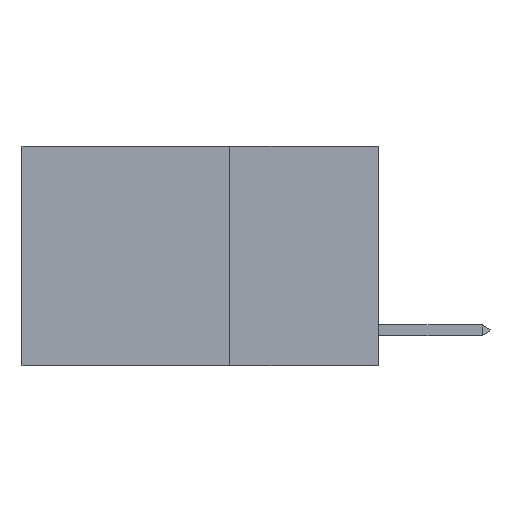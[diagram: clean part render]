
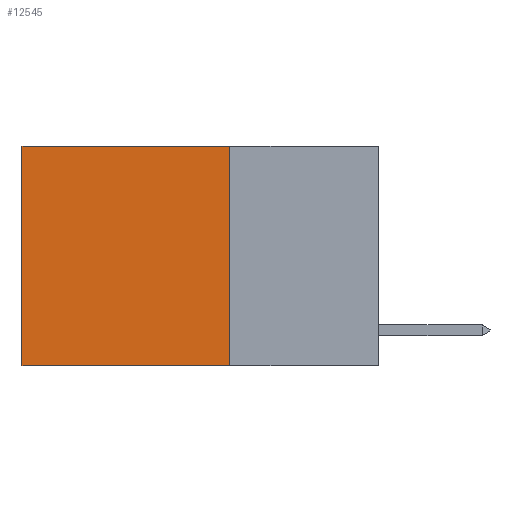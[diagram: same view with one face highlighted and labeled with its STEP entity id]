
A CAD part, left-side view. The second image highlights one B-rep face of the part: STEP entity #12545.
In plain terms, the highlighted planar face has unit normal (-1, 0, 0).
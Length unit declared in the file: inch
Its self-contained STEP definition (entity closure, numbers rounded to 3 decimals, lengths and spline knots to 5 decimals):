
#1244 = LINE ( 'NONE', #2833, #4003 ) ;
#1831 = CARTESIAN_POINT ( 'NONE',  ( 0.2625, 0.25, 0. ) ) ;
#2634 = EDGE_CURVE ( 'NONE', #13097, #11761, #7026, .T. ) ;
#2833 = CARTESIAN_POINT ( 'NONE',  ( 0.2625, 0.6, 0. ) ) ;
#2855 = ORIENTED_EDGE ( 'NONE', *, *, #2634, .T. ) ;
#2989 = DIRECTION ( 'NONE',  ( 1., 0., 0. ) ) ;
#4003 = VECTOR ( 'NONE', #4423, 39.37008 ) ;
#4236 = AXIS2_PLACEMENT_3D ( 'NONE', #18717, #2989, #13064 ) ;
#4423 = DIRECTION ( 'NONE',  ( 0., 0., -1. ) ) ;
#4723 = CARTESIAN_POINT ( 'NONE',  ( 0.2625, 0.25, -0.37 ) ) ;
#6361 = DIRECTION ( 'NONE',  ( 0., 1., 0. ) ) ;
#6377 = DIRECTION ( 'NONE',  ( 0., 0., -1. ) ) ;
#6833 = LINE ( 'NONE', #13579, #17753 ) ;
#7026 = LINE ( 'NONE', #13474, #10360 ) ;
#7326 = PLANE ( 'NONE',  #4236 ) ;
#8335 = EDGE_LOOP ( 'NONE', ( #11877, #13365, #15415, #2855 ) ) ;
#9313 = DIRECTION ( 'NONE',  ( 0., 1., 0. ) ) ;
#9465 = EDGE_CURVE ( 'NONE', #11761, #16345, #1244, .T. ) ;
#10343 = EDGE_CURVE ( 'NONE', #13097, #15542, #15151, .T. ) ;
#10360 = VECTOR ( 'NONE', #6361, 39.37008 ) ;
#10424 = VECTOR ( 'NONE', #6377, 39.37008 ) ;
#11168 = CARTESIAN_POINT ( 'NONE',  ( 0.2625, 0.6, -0.37 ) ) ;
#11761 = VERTEX_POINT ( 'NONE', #14833 ) ;
#11856 = EDGE_CURVE ( 'NONE', #15542, #16345, #6833, .T. ) ;
#11877 = ORIENTED_EDGE ( 'NONE', *, *, #9465, .T. ) ;
#12545 = ADVANCED_FACE ( 'NONE', ( #15974 ), #7326, .F. ) ;
#13064 = DIRECTION ( 'NONE',  ( 0., 0., -1. ) ) ;
#13097 = VERTEX_POINT ( 'NONE', #15490 ) ;
#13365 = ORIENTED_EDGE ( 'NONE', *, *, #11856, .F. ) ;
#13474 = CARTESIAN_POINT ( 'NONE',  ( 0.2625, 0.25, 0. ) ) ;
#13579 = CARTESIAN_POINT ( 'NONE',  ( 0.2625, 0.25, -0.37 ) ) ;
#14833 = CARTESIAN_POINT ( 'NONE',  ( 0.2625, 0.6, 0. ) ) ;
#15151 = LINE ( 'NONE', #1831, #10424 ) ;
#15415 = ORIENTED_EDGE ( 'NONE', *, *, #10343, .F. ) ;
#15490 = CARTESIAN_POINT ( 'NONE',  ( 0.2625, 0.25, 0. ) ) ;
#15542 = VERTEX_POINT ( 'NONE', #4723 ) ;
#15974 = FACE_OUTER_BOUND ( 'NONE', #8335, .T. ) ;
#16345 = VERTEX_POINT ( 'NONE', #11168 ) ;
#17753 = VECTOR ( 'NONE', #9313, 39.37008 ) ;
#18717 = CARTESIAN_POINT ( 'NONE',  ( 0.2625, 0.25, 0. ) ) ;
